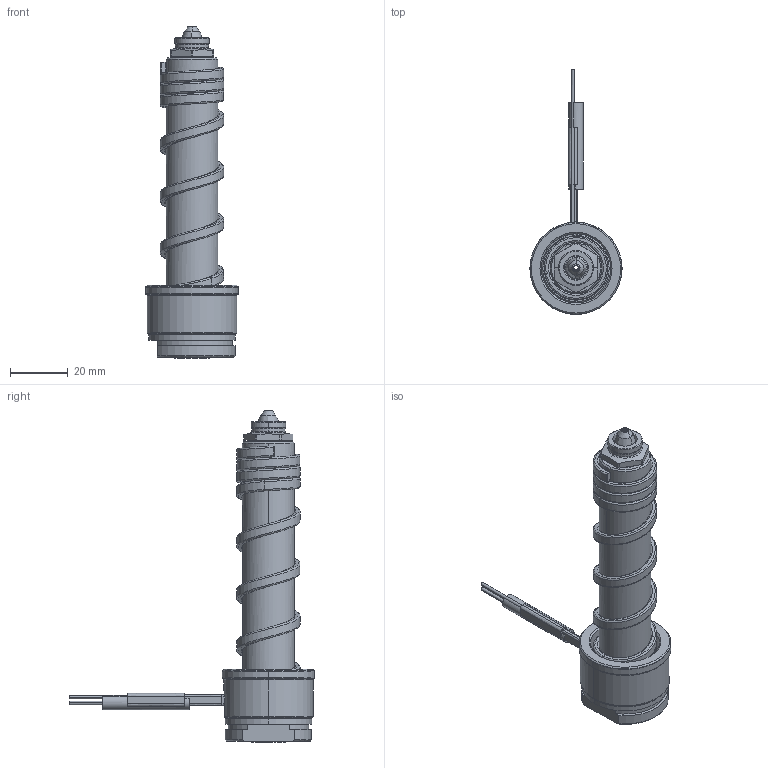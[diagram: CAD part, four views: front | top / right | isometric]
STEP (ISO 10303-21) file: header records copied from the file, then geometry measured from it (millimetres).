
FILE_DESCRIPTION((''),'2;1');
FILE_NAME('SM-116-AKM-N','2015-11-02T',('砐錪賧瘔蠈錪'),('IMID'),'PRO/ENGINEER BY PARAMETRIC TECHNOLOGY CORPORATION, 2015070','PRO/ENGINEER BY PARAMETRIC TECHNOLOGY CORPORATION, 2015070','');
FILE_SCHEMA(('CONFIG_CONTROL_DESIGN'));
Length unit declared in the file: millimetre
Products named in the file (1): SM-116-AKM-N
Bounding box: 32 x 85 x 115.2 mm (x, y, z)
Volume: 37957.6 mm3; surface area: 20243 mm2
Topology: 1 solids, 9 shells, 326 faces, 819 edges, 482 vertices
Faces by surface type: cylinder 112, cone 61, bspline 59, plane 48, torus 30, revolution 9, extrusion 7
Entity records: 17598 total; most frequent: CARTESIAN_POINT 10109, ORIENTED_EDGE 1598, DIRECTION 1488, EDGE_CURVE 811, AXIS2_PLACEMENT_3D 597, VERTEX_POINT 482, EDGE_LOOP 349, CIRCLE 345
